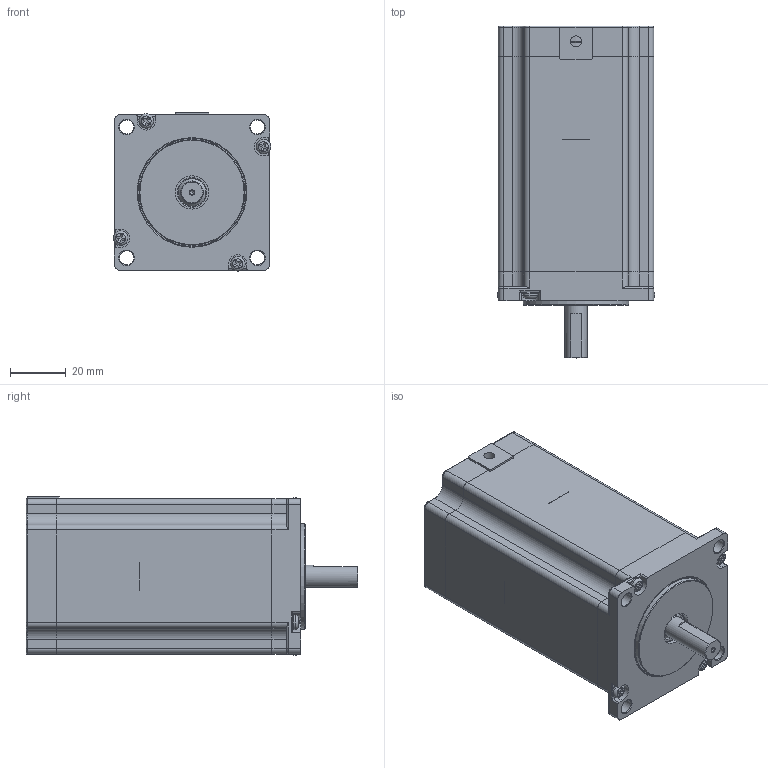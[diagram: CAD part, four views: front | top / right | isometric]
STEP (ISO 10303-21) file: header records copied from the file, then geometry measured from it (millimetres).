
FILE_DESCRIPTION(/* description */ ('Alibre Inc.'),/* implementation_level */ '2;1');
FILE_NAME(/* name */ 'export-0B94DF70-AA96-4C20-9708-AA782E393EFE',/* time_stamp */ '2021-10-25T09:46:33+02:00',/* author */ (''),/* organization */ (''),/* preprocessor_version */ 'ST-DEVELOPER v17',/* originating_system */ 'Alibre',/* authorisation */ '');
FILE_SCHEMA (('AUTOMOTIVE_DESIGN'));
Length unit declared in the file: millimetre
Products named in the file (17): ID_1
Bounding box: 56.79 x 119.6 x 57.09 mm (x, y, z)
Volume: 118270.8 mm3; surface area: 85158.6 mm2
Topology: 18 solids, 82 shells, 2221 faces, 5933 edges, 3906 vertices
Faces by surface type: plane 946, bspline 754, cylinder 398, torus 68, cone 49, sphere 6
Full cylindrical faces by diameter (mm): 1.5 x1, 2.5 x4, 2.6 x4, 3 x4, 3.3 x4, 3.4 x4, 4 x1, 5.1 x4, 5.3 x4, 8 x3, 10 x2, 11.297 x2, 12 x1, 15 x1, 17.7 x1, 18 x1, 18.295 x2, 20 x1, 21.3 x1, 22 x3, 35 x2, 36 x2, 38.1 x1, 52 x1, 53 x2
Entity records: 68280 total; most frequent: CARTESIAN_POINT 21347, ORIENTED_EDGE 11278, DIRECTION 6435, EDGE_CURVE 5639, VERTEX_POINT 3757, VECTOR 2858, LINE 2858, FACE_BOUND 2338
